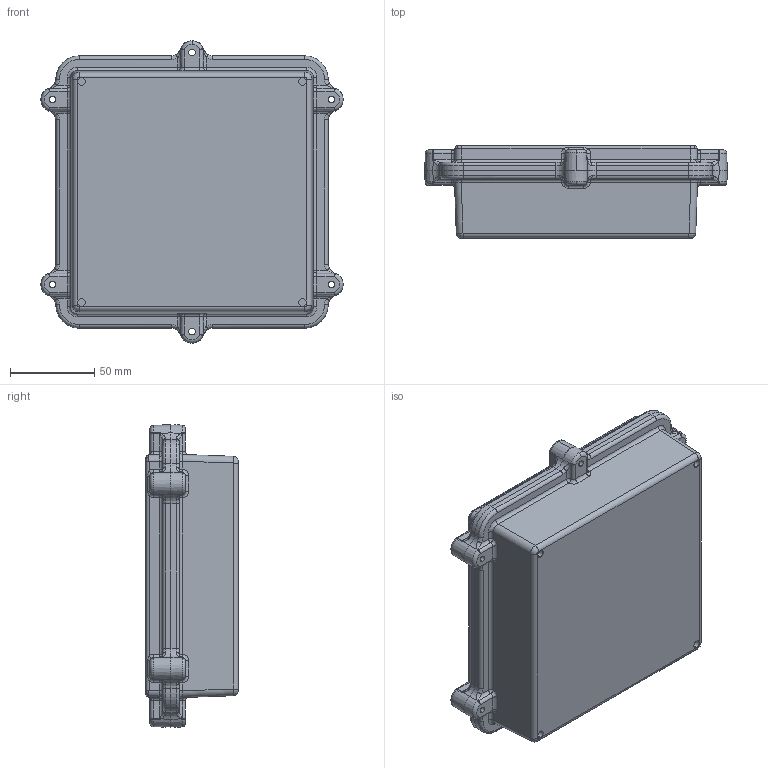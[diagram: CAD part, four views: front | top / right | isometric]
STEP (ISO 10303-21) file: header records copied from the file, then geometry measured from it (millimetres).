
FILE_DESCRIPTION (( 'STEP AP214' ), '1' );
FILE_NAME ('HQ025.STEP', '2010-03-11T00:39:24', ( 'NEF User' ), ( 'NEF User' ), 'SwSTEP 2.0', 'SolidWorks 2010', '' );
FILE_SCHEMA (( 'AUTOMOTIVE_DESIGN' ));
Length unit declared in the file: millimetre
Products named in the file (3): 140X140X55-COVER; 140X140X55-BASE; HQ025
Assembly tree (2 placements, depth 2):
  HQ025
    140X140X55-BASE
    140X140X55-COVER
Bounding box: 179.95 x 55 x 179.98 mm (x, y, z)
Volume: 228003.2 mm3; surface area: 176561.8 mm2
Topology: 2 solids, 2 shells, 829 faces, 1973 edges, 1093 vertices
Faces by surface type: cylinder 312, plane 161, bspline 148, sphere 72, torus 68, cone 68
Entity records: 44860 total; most frequent: CARTESIAN_POINT 26838, ORIENTED_EDGE 3794, DIRECTION 3754, EDGE_CURVE 1897, AXIS2_PLACEMENT_3D 1519, VERTEX_POINT 1093, EDGE_LOOP 874, CIRCLE 833
